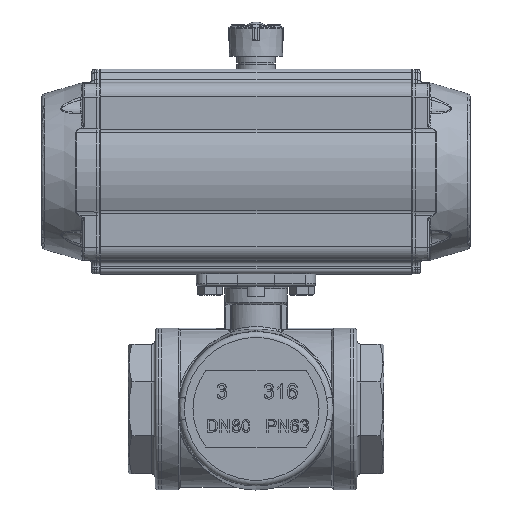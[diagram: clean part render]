
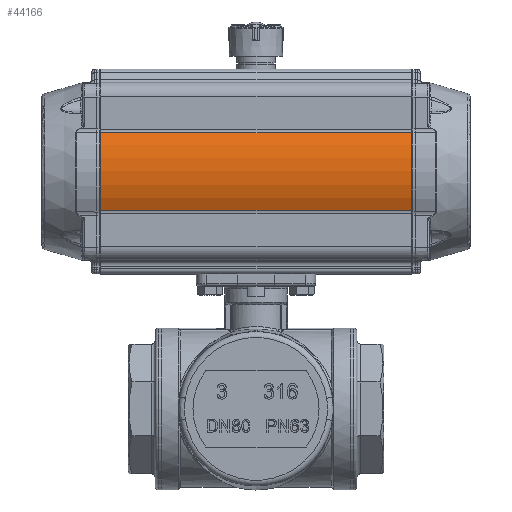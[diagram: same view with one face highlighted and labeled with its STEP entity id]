
A CAD part, top view. The second image highlights one B-rep face of the part: STEP entity #44166.
In plain terms, the highlighted cylindrical face has radius 68.7 mm (diameter 137.4 mm), a partial arc.
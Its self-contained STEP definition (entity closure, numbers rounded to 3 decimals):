
#4488=LINE('',#80686,#6981);
#4489=LINE('',#80696,#6982);
#6981=VECTOR('',#53034,1000.);
#6982=VECTOR('',#53045,1000.);
#9025=CYLINDRICAL_SURFACE('',#47512,68.7);
#12202=ORIENTED_EDGE('',*,*,#24399,.F.);
#12203=ORIENTED_EDGE('',*,*,#24396,.T.);
#12204=ORIENTED_EDGE('',*,*,#24400,.T.);
#12205=ORIENTED_EDGE('',*,*,#24401,.T.);
#24396=EDGE_CURVE('',#30702,#30703,#4488,.T.);
#24399=EDGE_CURVE('',#30702,#30704,#34416,.T.);
#24400=EDGE_CURVE('',#30703,#30705,#34417,.T.);
#24401=EDGE_CURVE('',#30705,#30704,#4489,.T.);
#30702=VERTEX_POINT('',#80687);
#30703=VERTEX_POINT('',#80688);
#30704=VERTEX_POINT('',#80693);
#30705=VERTEX_POINT('',#80695);
#34416=CIRCLE('',#47513,68.7);
#34417=CIRCLE('',#47514,68.7);
#36761=EDGE_LOOP('',(#12202,#12203,#12204,#12205));
#40107=FACE_BOUND('',#36761,.T.);
#44166=ADVANCED_FACE('',(#40107),#9025,.T.);
#47512=AXIS2_PLACEMENT_3D('',#80691,#53039,#53040);
#47513=AXIS2_PLACEMENT_3D('',#80692,#53041,#53042);
#47514=AXIS2_PLACEMENT_3D('',#80694,#53043,#53044);
#53034=DIRECTION('',(0.,0.,-1.));
#53039=DIRECTION('',(0.,0.,1.));
#53040=DIRECTION('',(1.,0.,0.));
#53041=DIRECTION('',(0.,0.,1.));
#53042=DIRECTION('',(1.,0.,0.));
#53043=DIRECTION('',(0.,0.,1.));
#53044=DIRECTION('',(1.,0.,0.));
#53045=DIRECTION('',(0.,0.,1.));
#80686=CARTESIAN_POINT('',(-61.618,30.379,0.));
#80687=CARTESIAN_POINT('',(-61.618,30.379,244.));
#80688=CARTESIAN_POINT('',(-61.618,30.379,0.));
#80691=CARTESIAN_POINT('',(0.,0.,0.));
#80692=CARTESIAN_POINT('',(0.,0.,244.));
#80693=CARTESIAN_POINT('',(-61.618,-30.379,244.));
#80694=CARTESIAN_POINT('',(0.,0.,0.));
#80695=CARTESIAN_POINT('',(-61.618,-30.379,0.));
#80696=CARTESIAN_POINT('',(-61.618,-30.379,0.));
